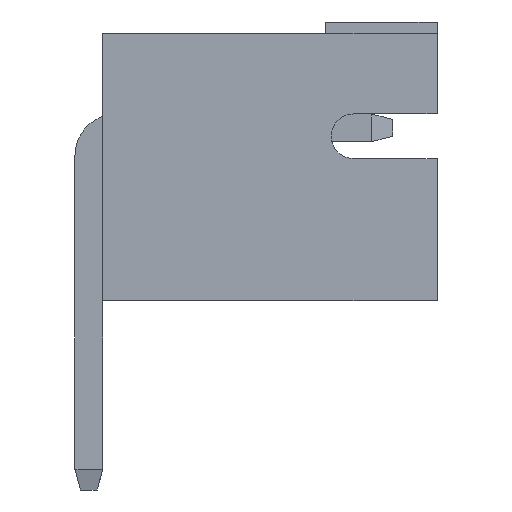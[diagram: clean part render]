
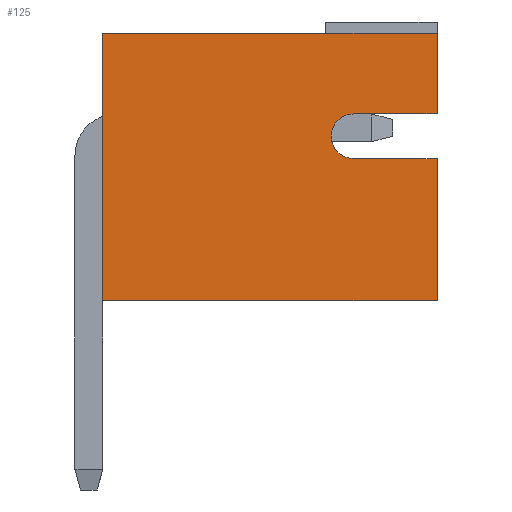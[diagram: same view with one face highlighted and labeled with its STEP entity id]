
A CAD part, left-side view. The second image highlights one B-rep face of the part: STEP entity #125.
In plain terms, the highlighted planar face has unit normal (-1, 0, 0).
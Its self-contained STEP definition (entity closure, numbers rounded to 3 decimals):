
#125=ADVANCED_FACE('',(#3934),#3936,.T.);
#3934=FACE_BOUND('',#3935,.T.);
#3935=EDGE_LOOP('',(#7022,#7023,#7024,#7025,#7026,#7027,#7028,#7029));
#3936=PLANE('',#3937);
#3937=AXIS2_PLACEMENT_3D('',#3938,#3939,#3940);
#3938=CARTESIAN_POINT('',(-1.95,0.,0.));
#3939=DIRECTION('',(-1.,0.,0.));
#3940=DIRECTION('',(0.,0.,1.));
#7022=ORIENTED_EDGE('',*,*,#9143,.T.);
#7023=ORIENTED_EDGE('',*,*,#9055,.T.);
#7024=ORIENTED_EDGE('',*,*,#9137,.T.);
#7025=ORIENTED_EDGE('',*,*,#9144,.T.);
#7026=ORIENTED_EDGE('',*,*,#9145,.T.);
#7027=ORIENTED_EDGE('',*,*,#9146,.T.);
#7028=ORIENTED_EDGE('',*,*,#9147,.T.);
#7029=ORIENTED_EDGE('',*,*,#9148,.T.);
#9055=EDGE_CURVE('',#10130,#10128,#10131,.T.);
#9137=EDGE_CURVE('',#10128,#10288,#10290,.T.);
#9143=EDGE_CURVE('',#10298,#10130,#10299,.F.);
#9144=EDGE_CURVE('',#10288,#10300,#10301,.T.);
#9145=EDGE_CURVE('',#10300,#10302,#10303,.T.);
#9146=EDGE_CURVE('',#10302,#10304,#10305,.T.);
#9147=EDGE_CURVE('',#10304,#10306,#10307,.F.);
#9148=EDGE_CURVE('',#10306,#10298,#10308,.F.);
#10128=VERTEX_POINT('',#11877);
#10130=VERTEX_POINT('',#11881);
#10131=LINE('',#11882,#11883);
#10288=VERTEX_POINT('',#12201);
#10290=LINE('',#12205,#12206);
#10298=VERTEX_POINT('',#12225);
#10299=LINE('',#12226,#12227);
#10300=VERTEX_POINT('',#12229);
#10301=LINE('',#12230,#12231);
#10302=VERTEX_POINT('',#12233);
#10303=LINE('',#12234,#12235);
#10304=VERTEX_POINT('',#12237);
#10305=LINE('',#12238,#12239);
#10306=VERTEX_POINT('',#12241);
#10307=LINE('',#12242,#12243);
#10308=CIRCLE('',#12245,0.4);
#11877=CARTESIAN_POINT('',(-1.95,-6.25,4.8));
#11881=CARTESIAN_POINT('',(-1.95,-6.25,3.35));
#11882=CARTESIAN_POINT('',(-1.95,-6.25,3.35));
#11883=VECTOR('',#11884,1.);
#11884=DIRECTION('',(0.,0.,1.));
#12201=CARTESIAN_POINT('',(-1.95,-0.25,4.8));
#12205=CARTESIAN_POINT('',(-1.95,-6.25,4.8));
#12206=VECTOR('',#12207,1.);
#12207=DIRECTION('',(0.,1.,0.));
#12225=CARTESIAN_POINT('',(-1.95,-4.75,3.35));
#12226=CARTESIAN_POINT('',(-1.95,-6.25,3.35));
#12227=VECTOR('',#12228,1.);
#12228=DIRECTION('',(0.,1.,0.));
#12229=CARTESIAN_POINT('',(-1.95,-0.25,0.));
#12230=CARTESIAN_POINT('',(-1.95,-0.25,4.8));
#12231=VECTOR('',#12232,1.);
#12232=DIRECTION('',(0.,0.,-1.));
#12233=CARTESIAN_POINT('',(-1.95,-6.25,0.));
#12234=CARTESIAN_POINT('',(-1.95,-0.25,0.));
#12235=VECTOR('',#12236,1.);
#12236=DIRECTION('',(0.,-1.,0.));
#12237=CARTESIAN_POINT('',(-1.95,-6.25,2.55));
#12238=CARTESIAN_POINT('',(-1.95,-6.25,0.));
#12239=VECTOR('',#12240,1.);
#12240=DIRECTION('',(0.,0.,1.));
#12241=CARTESIAN_POINT('',(-1.95,-4.75,2.55));
#12242=CARTESIAN_POINT('',(-1.95,-4.75,2.55));
#12243=VECTOR('',#12244,1.);
#12244=DIRECTION('',(0.,-1.,0.));
#12245=AXIS2_PLACEMENT_3D('',#12246,#12247,#12248);
#12246=CARTESIAN_POINT('',(-1.95,-4.75,2.95));
#12247=DIRECTION('',(-1.,0.,0.));
#12248=DIRECTION('',(0.,0.,1.));
